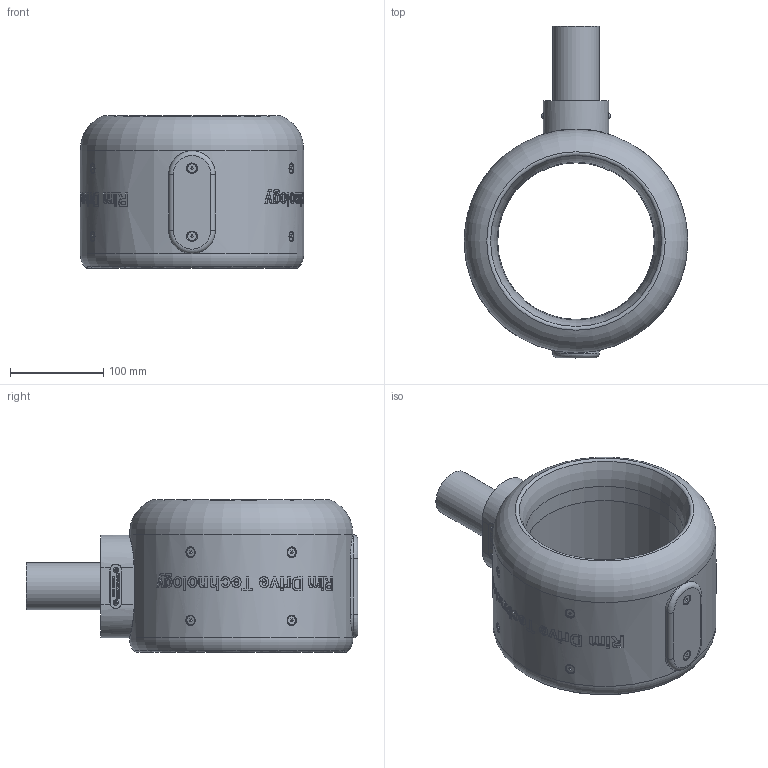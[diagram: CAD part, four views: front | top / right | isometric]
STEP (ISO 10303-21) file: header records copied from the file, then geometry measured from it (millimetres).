
FILE_DESCRIPTION (( 'STEP AP214' ), '1' );
FILE_NAME ('P-168-030-rev-D-PR.STEP', '2026-04-07T14:59:27', ( '' ), ( '' ), 'SwSTEP 2.0', 'SolidWorks 2024', '' );
FILE_SCHEMA (( 'AUTOMOTIVE_DESIGN' ));
Length unit declared in the file: millimetre
Products named in the file (1): P-168-030-rev-D-PR
Bounding box: 239.41 x 355.85 x 163.47 mm (x, y, z)
Volume: 3793073.5 mm3; surface area: 261210.5 mm2
Topology: 1 solids, 9 shells, 1265 faces, 3261 edges, 2130 vertices
Faces by surface type: plane 701, bspline 382, cylinder 117, cone 39, torus 22, sphere 4
Full cylindrical faces by diameter (mm): 5 x8, 5.5 x8, 5.7 x4, 8.5 x6, 9.64 x10, 50 x1, 168 x1, 239.4 x1
Entity records: 109245 total; most frequent: CARTESIAN_POINT 75659, ORIENTED_EDGE 6240, DIRECTION 3882, EDGE_CURVE 3120, VERTEX_POINT 2080, EDGE_LOOP 1490, B_SPLINE_CURVE_WITH_KNOTS 1412, FACE_OUTER_BOUND 1322
